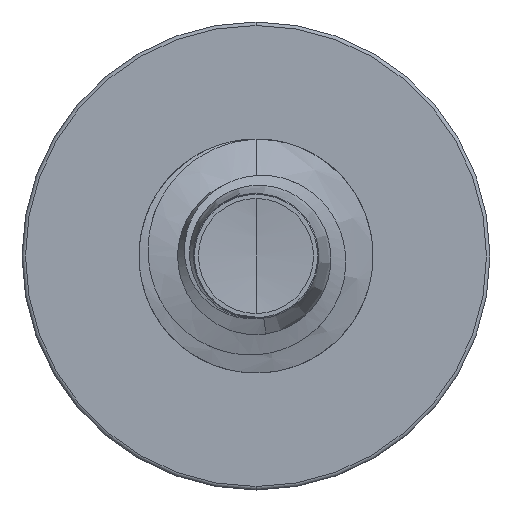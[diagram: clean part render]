
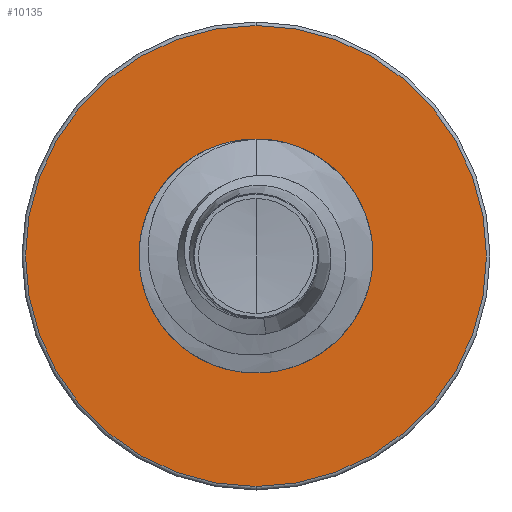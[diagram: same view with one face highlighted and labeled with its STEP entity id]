
A CAD part, front view. The second image highlights one B-rep face of the part: STEP entity #10135.
In plain terms, the highlighted planar face has unit normal (0, -1, 0).
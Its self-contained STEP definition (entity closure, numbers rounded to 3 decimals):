
#130 = AXIS2_PLACEMENT_3D ( 'NONE', #13001, #17200, #16661 ) ;
#322 = EDGE_CURVE ( 'NONE', #5337, #13758, #5564, .T. ) ;
#532 = CIRCLE ( 'NONE', #130, 5.91 ) ;
#748 = CIRCLE ( 'NONE', #6314, 5.91 ) ;
#878 = CARTESIAN_POINT ( 'NONE',  ( 0., 20., 5.91 ) ) ;
#901 = EDGE_LOOP ( 'NONE', ( #11667, #12732 ) ) ;
#1196 = AXIS2_PLACEMENT_3D ( 'NONE', #6176, #14358, #4968 ) ;
#1275 = EDGE_CURVE ( 'NONE', #13393, #1605, #532, .T. ) ;
#1605 = VERTEX_POINT ( 'NONE', #11786 ) ;
#3639 = EDGE_CURVE ( 'NONE', #1605, #13393, #748, .T. ) ;
#4968 = DIRECTION ( 'NONE',  ( 0., 0., 1. ) ) ;
#5337 = VERTEX_POINT ( 'NONE', #5450 ) ;
#5450 = CARTESIAN_POINT ( 'NONE',  ( 0., 20., -2.842 ) ) ;
#5564 = CIRCLE ( 'NONE', #6066, 2.842 ) ;
#6066 = AXIS2_PLACEMENT_3D ( 'NONE', #9891, #15805, #12979 ) ;
#6176 = CARTESIAN_POINT ( 'NONE',  ( 0., 20., -2.842 ) ) ;
#6314 = AXIS2_PLACEMENT_3D ( 'NONE', #8259, #17679, #9613 ) ;
#6954 = CARTESIAN_POINT ( 'NONE',  ( 0., 20., 0. ) ) ;
#7952 = AXIS2_PLACEMENT_3D ( 'NONE', #6954, #16423, #8321 ) ;
#8259 = CARTESIAN_POINT ( 'NONE',  ( 0., 20., 0. ) ) ;
#8321 = DIRECTION ( 'NONE',  ( 0., 0., 1. ) ) ;
#9384 = CARTESIAN_POINT ( 'NONE',  ( 0., 20., 2.842 ) ) ;
#9613 = DIRECTION ( 'NONE',  ( 0., 0., 1. ) ) ;
#9891 = CARTESIAN_POINT ( 'NONE',  ( 0., 20., 0. ) ) ;
#10135 = ADVANCED_FACE ( 'NONE', ( #13242, #12388 ), #13179, .F. ) ;
#10984 = ORIENTED_EDGE ( 'NONE', *, *, #1275, .F. ) ;
#11165 = ORIENTED_EDGE ( 'NONE', *, *, #3639, .F. ) ;
#11667 = ORIENTED_EDGE ( 'NONE', *, *, #14072, .T. ) ;
#11781 = EDGE_LOOP ( 'NONE', ( #10984, #11165 ) ) ;
#11786 = CARTESIAN_POINT ( 'NONE',  ( 0., 20., -5.91 ) ) ;
#12388 = FACE_BOUND ( 'NONE', #901, .T. ) ;
#12732 = ORIENTED_EDGE ( 'NONE', *, *, #322, .T. ) ;
#12979 = DIRECTION ( 'NONE',  ( 0., 0., 1. ) ) ;
#13001 = CARTESIAN_POINT ( 'NONE',  ( 0., 20., 0. ) ) ;
#13179 = PLANE ( 'NONE',  #1196 ) ;
#13242 = FACE_OUTER_BOUND ( 'NONE', #11781, .T. ) ;
#13393 = VERTEX_POINT ( 'NONE', #878 ) ;
#13758 = VERTEX_POINT ( 'NONE', #9384 ) ;
#14072 = EDGE_CURVE ( 'NONE', #13758, #5337, #17160, .T. ) ;
#14358 = DIRECTION ( 'NONE',  ( 0., 1., 0. ) ) ;
#15805 = DIRECTION ( 'NONE',  ( 0., 1., 0. ) ) ;
#16423 = DIRECTION ( 'NONE',  ( 0., 1., 0. ) ) ;
#16661 = DIRECTION ( 'NONE',  ( 0., 0., 1. ) ) ;
#17160 = CIRCLE ( 'NONE', #7952, 2.842 ) ;
#17200 = DIRECTION ( 'NONE',  ( 0., 1., 0. ) ) ;
#17679 = DIRECTION ( 'NONE',  ( 0., 1., 0. ) ) ;
